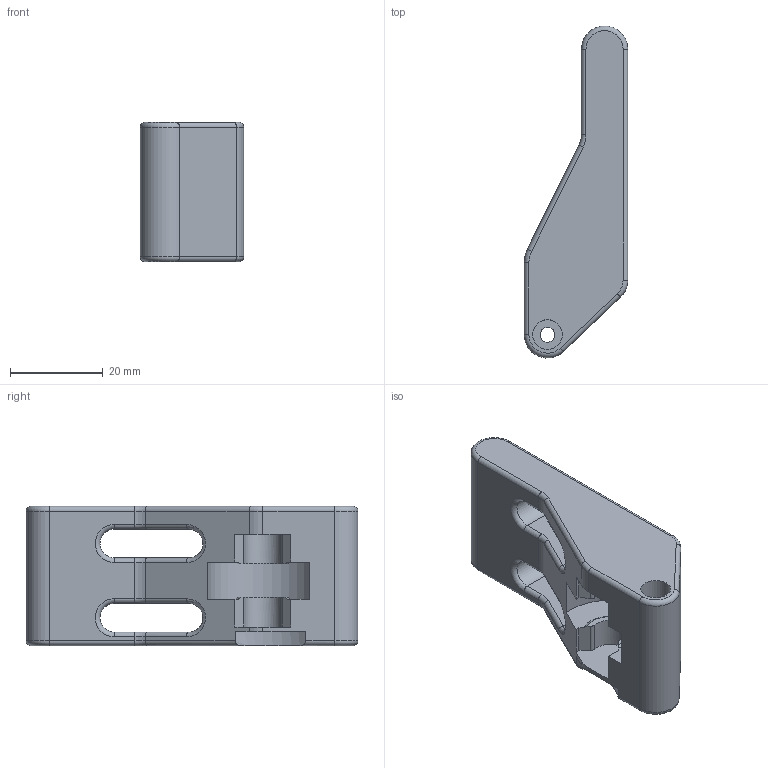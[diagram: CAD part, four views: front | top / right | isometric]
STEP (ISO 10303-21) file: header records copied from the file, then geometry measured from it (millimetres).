
FILE_DESCRIPTION(('FreeCAD Model'),'2;1');
FILE_NAME('SE_C.step','2016-01-05T09:14:43',('Almisuifre' ),(''),'Open CASCADE STEP processor 6.8','FreeCAD','Unknown');
FILE_SCHEMA(('AUTOMOTIVE_DESIGN_CC2 { 1 2 10303 214 -1 1 5 4 }'));
Length unit declared in the file: millimetre
Products named in the file (2): ASSEMBLY; Fillet006
Assembly tree (1 placements, depth 2):
  ASSEMBLY
    Fillet006
Bounding box: 22.3 x 71.49 x 30 mm (x, y, z)
Volume: 22614.1 mm3; surface area: 8857.3 mm2
Topology: 1 solids, 1 shells, 96 faces, 249 edges, 154 vertices
Faces by surface type: cylinder 44, plane 27, torus 19, cone 4, bspline 2
Full cylindrical faces by diameter (mm): 3.2 x1, 6.4 x1
Entity records: 7737 total; most frequent: CARTESIAN_POINT 2975, DIRECTION 845, ORIENTED_EDGE 498, PCURVE 498, DEFINITIONAL_REPRESENTATION 498, LINE 386, VECTOR 386, EDGE_CURVE 249
